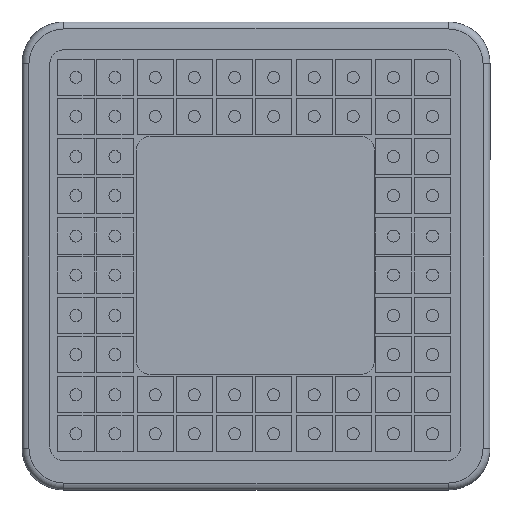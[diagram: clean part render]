
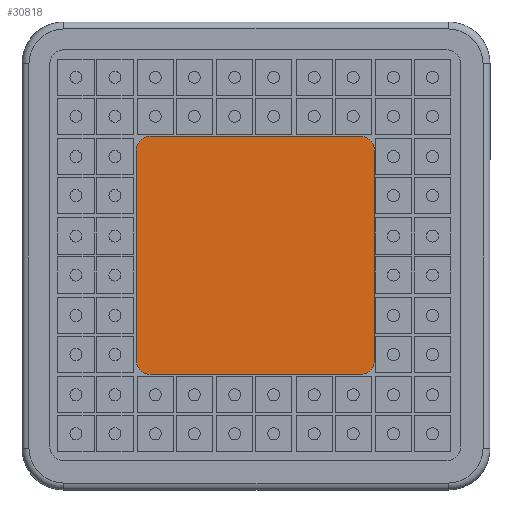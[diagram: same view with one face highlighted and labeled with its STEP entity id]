
A CAD part, front view. The second image highlights one B-rep face of the part: STEP entity #30818.
In plain terms, the highlighted planar face has unit normal (0, -1, 0).
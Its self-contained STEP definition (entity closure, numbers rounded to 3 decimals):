
#177 = DIRECTION ( 'NONE',  ( 0., -1., 0. ) ) ;
#267 = CIRCLE ( 'NONE', #29778, 10. ) ;
#808 = AXIS2_PLACEMENT_3D ( 'NONE', #7268, #31588, #15421 ) ;
#1378 = CARTESIAN_POINT ( 'NONE',  ( 46.732, 0., -192.372 ) ) ;
#1781 = ORIENTED_EDGE ( 'NONE', *, *, #3146, .T. ) ;
#1919 = EDGE_LOOP ( 'NONE', ( #33628, #4111, #5877, #17850, #1781, #20413, #24776, #15907 ) ) ;
#2046 = DIRECTION ( 'NONE',  ( 0., -1., 0. ) ) ;
#3141 = DIRECTION ( 'NONE',  ( 0., 0., 1. ) ) ;
#3146 = EDGE_CURVE ( 'NONE', #31184, #18068, #8947, .T. ) ;
#3532 = EDGE_CURVE ( 'NONE', #27704, #6792, #15697, .T. ) ;
#3953 = CARTESIAN_POINT ( 'NONE',  ( 197.732, 0., -31.372 ) ) ;
#4067 = DIRECTION ( 'NONE',  ( 0., 0., 1. ) ) ;
#4111 = ORIENTED_EDGE ( 'NONE', *, *, #8225, .T. ) ;
#4981 = EDGE_CURVE ( 'NONE', #6792, #15177, #7868, .T. ) ;
#5028 = EDGE_CURVE ( 'NONE', #24358, #34758, #17621, .T. ) ;
#5178 = CARTESIAN_POINT ( 'NONE',  ( 207.732, 0., -41.372 ) ) ;
#5795 = LINE ( 'NONE', #17616, #32778 ) ;
#5877 = ORIENTED_EDGE ( 'NONE', *, *, #5028, .T. ) ;
#6652 = CARTESIAN_POINT ( 'NONE',  ( 197.732, 0., -202.372 ) ) ;
#6792 = VERTEX_POINT ( 'NONE', #27792 ) ;
#7268 = CARTESIAN_POINT ( 'NONE',  ( 0., 0., 0. ) ) ;
#7397 = FACE_OUTER_BOUND ( 'NONE', #1919, .T. ) ;
#7864 = DIRECTION ( 'NONE',  ( 0., -1., 0. ) ) ;
#7868 = CIRCLE ( 'NONE', #21794, 10. ) ;
#8225 = EDGE_CURVE ( 'NONE', #14559, #24358, #29955, .T. ) ;
#8947 = LINE ( 'NONE', #27577, #23334 ) ;
#9567 = DIRECTION ( 'NONE',  ( 0., 0., -1. ) ) ;
#9572 = CARTESIAN_POINT ( 'NONE',  ( 207.732, 0., -192.372 ) ) ;
#9852 = PLANE ( 'NONE',  #808 ) ;
#13381 = VECTOR ( 'NONE', #34464, 1000. ) ;
#14051 = DIRECTION ( 'NONE',  ( -1., 0., 0. ) ) ;
#14559 = VERTEX_POINT ( 'NONE', #19176 ) ;
#15177 = VERTEX_POINT ( 'NONE', #16887 ) ;
#15421 = DIRECTION ( 'NONE',  ( 0., 0., 1. ) ) ;
#15558 = AXIS2_PLACEMENT_3D ( 'NONE', #24074, #7864, #26795 ) ;
#15697 = LINE ( 'NONE', #24799, #29203 ) ;
#15907 = ORIENTED_EDGE ( 'NONE', *, *, #4981, .T. ) ;
#16363 = CARTESIAN_POINT ( 'NONE',  ( 197.732, 0., -41.372 ) ) ;
#16887 = CARTESIAN_POINT ( 'NONE',  ( 36.732, 0., -41.372 ) ) ;
#17616 = CARTESIAN_POINT ( 'NONE',  ( 36.732, 0., -31.372 ) ) ;
#17621 = LINE ( 'NONE', #29067, #13381 ) ;
#17850 = ORIENTED_EDGE ( 'NONE', *, *, #18029, .T. ) ;
#17854 = CARTESIAN_POINT ( 'NONE',  ( 46.732, 0., -202.372 ) ) ;
#18029 = EDGE_CURVE ( 'NONE', #34758, #31184, #33436, .T. ) ;
#18068 = VERTEX_POINT ( 'NONE', #5178 ) ;
#18207 = CARTESIAN_POINT ( 'NONE',  ( 46.732, 0., -41.372 ) ) ;
#19058 = DIRECTION ( 'NONE',  ( 0., 0., 1. ) ) ;
#19176 = CARTESIAN_POINT ( 'NONE',  ( 36.732, 0., -192.372 ) ) ;
#20251 = DIRECTION ( 'NONE',  ( 0., -1., 0. ) ) ;
#20413 = ORIENTED_EDGE ( 'NONE', *, *, #30956, .T. ) ;
#20906 = DIRECTION ( 'NONE',  ( 0., 0., 1. ) ) ;
#21794 = AXIS2_PLACEMENT_3D ( 'NONE', #18207, #2046, #20906 ) ;
#23334 = VECTOR ( 'NONE', #3141, 1000. ) ;
#24074 = CARTESIAN_POINT ( 'NONE',  ( 197.732, 0., -192.372 ) ) ;
#24358 = VERTEX_POINT ( 'NONE', #17854 ) ;
#24776 = ORIENTED_EDGE ( 'NONE', *, *, #3532, .T. ) ;
#24799 = CARTESIAN_POINT ( 'NONE',  ( 36.732, 0., -31.372 ) ) ;
#26795 = DIRECTION ( 'NONE',  ( 0., 0., 1. ) ) ;
#27577 = CARTESIAN_POINT ( 'NONE',  ( 207.732, 0., -31.372 ) ) ;
#27704 = VERTEX_POINT ( 'NONE', #3953 ) ;
#27792 = CARTESIAN_POINT ( 'NONE',  ( 46.732, 0., -31.372 ) ) ;
#29067 = CARTESIAN_POINT ( 'NONE',  ( 36.732, 0., -202.372 ) ) ;
#29203 = VECTOR ( 'NONE', #14051, 1000. ) ;
#29778 = AXIS2_PLACEMENT_3D ( 'NONE', #16363, #177, #19058 ) ;
#29955 = CIRCLE ( 'NONE', #30430, 10. ) ;
#30430 = AXIS2_PLACEMENT_3D ( 'NONE', #1378, #20251, #4067 ) ;
#30818 = ADVANCED_FACE ( 'NONE', ( #7397 ), #9852, .F. ) ;
#30956 = EDGE_CURVE ( 'NONE', #18068, #27704, #267, .T. ) ;
#31184 = VERTEX_POINT ( 'NONE', #9572 ) ;
#31588 = DIRECTION ( 'NONE',  ( 0., 1., 0. ) ) ;
#32778 = VECTOR ( 'NONE', #9567, 1000. ) ;
#33436 = CIRCLE ( 'NONE', #15558, 10. ) ;
#33628 = ORIENTED_EDGE ( 'NONE', *, *, #34819, .T. ) ;
#34464 = DIRECTION ( 'NONE',  ( 1., 0., 0. ) ) ;
#34758 = VERTEX_POINT ( 'NONE', #6652 ) ;
#34819 = EDGE_CURVE ( 'NONE', #15177, #14559, #5795, .T. ) ;
